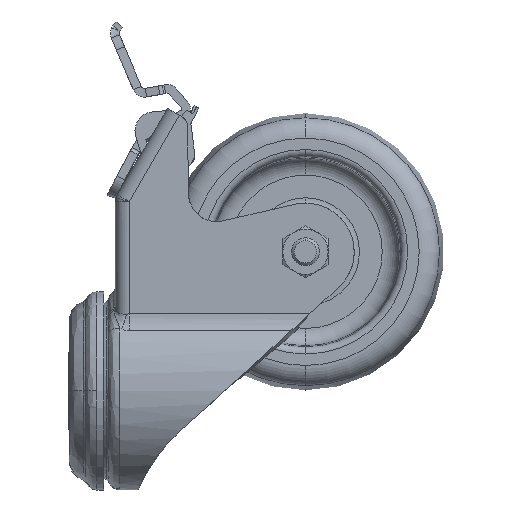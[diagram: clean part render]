
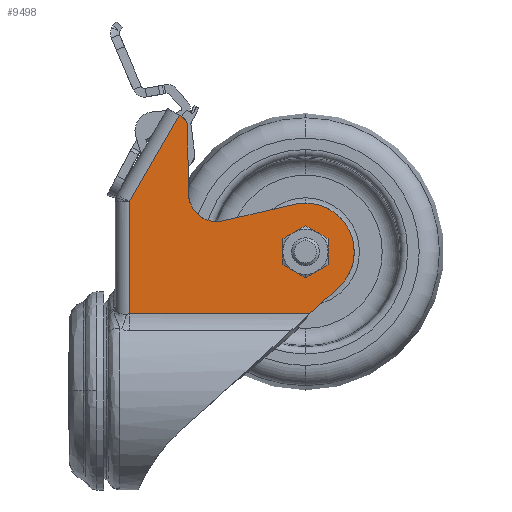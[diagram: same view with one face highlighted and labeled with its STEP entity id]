
A CAD part, left-side view. The second image highlights one B-rep face of the part: STEP entity #9498.
In plain terms, the highlighted planar face has unit normal (-1, 0, 0).
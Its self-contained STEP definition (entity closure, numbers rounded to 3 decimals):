
#9498 = ADVANCED_FACE ( 'NONE', ( #60768 ), #14494, .T. ) ;
#12716 = VERTEX_POINT ( 'NONE', #95224 ) ;
#12748 = VERTEX_POINT ( 'NONE', #95250 ) ;
#14411 = CARTESIAN_POINT ( 'NONE',  ( -21., -10.85, 84. ) ) ;
#14494 = PLANE ( 'NONE',  #17874 ) ;
#14532 = DIRECTION ( 'NONE',  ( -1., 0., 0. ) ) ;
#14535 = DIRECTION ( 'NONE',  ( 0., 0., 1. ) ) ;
#17874 = AXIS2_PLACEMENT_3D ( 'NONE', #14411, #14532, #14535 ) ;
#19666 = EDGE_CURVE ( 'NONE', #25107, #25112, #90787, .T. ) ;
#19702 = EDGE_CURVE ( 'NONE', #25107, #12716, #90806, .T. ) ;
#19720 = EDGE_CURVE ( 'NONE', #24806, #24842, #55006, .T. ) ;
#19722 = EDGE_CURVE ( 'NONE', #25112, #24806, #90818, .T. ) ;
#19723 = EDGE_CURVE ( 'NONE', #24808, #23688, #55007, .T. ) ;
#19725 = EDGE_CURVE ( 'NONE', #24842, #24808, #90823, .T. ) ;
#22685 = EDGE_CURVE ( 'NONE', #23688, #23812, #76251, .T. ) ;
#22689 = EDGE_CURVE ( 'NONE', #23812, #12748, #55216, .T. ) ;
#22797 = EDGE_CURVE ( 'NONE', #12748, #23712, #76398, .T. ) ;
#23375 = EDGE_CURVE ( 'NONE', #23712, #12716, #76988, .T. ) ;
#23688 = VERTEX_POINT ( 'NONE', #65701 ) ;
#23712 = VERTEX_POINT ( 'NONE', #65725 ) ;
#23812 = VERTEX_POINT ( 'NONE', #65826 ) ;
#24806 = VERTEX_POINT ( 'NONE', #50361 ) ;
#24808 = VERTEX_POINT ( 'NONE', #50363 ) ;
#24842 = VERTEX_POINT ( 'NONE', #50428 ) ;
#25107 = VERTEX_POINT ( 'NONE', #50777 ) ;
#25112 = VERTEX_POINT ( 'NONE', #50782 ) ;
#32214 = ORIENTED_EDGE ( 'NONE', *, *, #23375, .T. ) ;
#32215 = ORIENTED_EDGE ( 'NONE', *, *, #22797, .T. ) ;
#32216 = ORIENTED_EDGE ( 'NONE', *, *, #22689, .T. ) ;
#32217 = ORIENTED_EDGE ( 'NONE', *, *, #22685, .T. ) ;
#32218 = ORIENTED_EDGE ( 'NONE', *, *, #19723, .T. ) ;
#32219 = ORIENTED_EDGE ( 'NONE', *, *, #19725, .T. ) ;
#32220 = ORIENTED_EDGE ( 'NONE', *, *, #19720, .T. ) ;
#32221 = ORIENTED_EDGE ( 'NONE', *, *, #19722, .T. ) ;
#32222 = ORIENTED_EDGE ( 'NONE', *, *, #19666, .T. ) ;
#32223 = ORIENTED_EDGE ( 'NONE', *, *, #19702, .F. ) ;
#50361 = CARTESIAN_POINT ( 'NONE',  ( -21., -74.904, 29.629 ) ) ;
#50363 = CARTESIAN_POINT ( 'NONE',  ( -21., -41.689, 48.871 ) ) ;
#50428 = CARTESIAN_POINT ( 'NONE',  ( -21., -62.351, 53.641 ) ) ;
#50777 = CARTESIAN_POINT ( 'NONE',  ( -21., -14.85, 22.164 ) ) ;
#50782 = CARTESIAN_POINT ( 'NONE',  ( -21., -66.672, 22.164 ) ) ;
#55006 = B_SPLINE_CURVE_WITH_KNOTS ( 'NONE', 3,
 ( #75088, #75095, #75096, #75097, #75098, #75099, #75100, #75101, #75102, #75103, #75104, #75105, #75106, #75107, #75108, #75109, #75110 ),
 .UNSPECIFIED., .F., .F.,
 ( 4, 1, 1, 1, 1, 1, 1, 1, 1, 1, 1, 1, 1, 1, 4 ),
 ( 0., 0.003, 0.005, 0.008, 0.01, 0.013, 0.016, 0.018, 0.021, 0.024, 0.026, 0.029, 0.031, 0.034, 0.037 ),
 .UNSPECIFIED. ) ;
#55007 = B_SPLINE_CURVE_WITH_KNOTS ( 'NONE', 3,
 ( #75111, #75119, #75120, #75121, #75122, #75123, #75124, #75125, #75126, #75127, #75128, #75129 ),
 .UNSPECIFIED., .F., .F.,
 ( 4, 1, 1, 1, 1, 1, 1, 1, 1, 4 ),
 ( 0., 0.002, 0.003, 0.005, 0.006, 0.008, 0.009, 0.011, 0.013, 0.014 ),
 .UNSPECIFIED. ) ;
#55216 = B_SPLINE_CURVE_WITH_KNOTS ( 'NONE', 3,
 ( #56141, #56147, #56148, #56150, #56151, #56153, #56154 ),
 .UNSPECIFIED., .F., .F.,
 ( 4, 1, 1, 1, 4 ),
 ( 0., 0.001, 0.002, 0.002, 0.003 ),
 .UNSPECIFIED. ) ;
#56135 = CARTESIAN_POINT ( 'NONE',  ( -21., -31.891, 56.527 ) ) ;
#56136 = DIRECTION ( 'NONE',  ( 0., 0.017, 1. ) ) ;
#56141 = CARTESIAN_POINT ( 'NONE',  ( -21., -31.548, 76.203 ) ) ;
#56147 = CARTESIAN_POINT ( 'NONE',  ( -21., -31.543, 76.46 ) ) ;
#56148 = CARTESIAN_POINT ( 'NONE',  ( -21., -31.468, 76.974 ) ) ;
#56150 = CARTESIAN_POINT ( 'NONE',  ( -21., -31.162, 77.69 ) ) ;
#56151 = CARTESIAN_POINT ( 'NONE',  ( -21., -30.684, 78.305 ) ) ;
#56153 = CARTESIAN_POINT ( 'NONE',  ( -21., -30.271, 78.62 ) ) ;
#56154 = CARTESIAN_POINT ( 'NONE',  ( -21., -30.048, 78.749 ) ) ;
#56875 = CARTESIAN_POINT ( 'NONE',  ( -21., -29.615, 78.999 ) ) ;
#56876 = DIRECTION ( 'NONE',  ( 0., 0.866, 0.5 ) ) ;
#60768 = FACE_OUTER_BOUND ( 'NONE', #72646, .T. ) ;
#65701 = CARTESIAN_POINT ( 'NONE',  ( -21., -31.891, 56.527 ) ) ;
#65725 = CARTESIAN_POINT ( 'NONE',  ( -21., -29.182, 79.249 ) ) ;
#65826 = CARTESIAN_POINT ( 'NONE',  ( -21., -31.548, 76.203 ) ) ;
#70284 = CARTESIAN_POINT ( 'NONE',  ( -21., -29.182, 79.249 ) ) ;
#70285 = DIRECTION ( 'NONE',  ( 0., 0.5, -0.866 ) ) ;
#72646 = EDGE_LOOP ( 'NONE', ( #32223, #32222, #32221, #32220, #32219, #32218, #32217, #32216, #32215, #32214 ) ) ;
#74694 = CARTESIAN_POINT ( 'NONE',  ( -21., -40.761, 22.164 ) ) ;
#74695 = DIRECTION ( 'NONE',  ( 0., -1., 0. ) ) ;
#74959 = CARTESIAN_POINT ( 'NONE',  ( -21., -14.85, 55.497 ) ) ;
#75013 = DIRECTION ( 'NONE',  ( 0., 0., 1. ) ) ;
#75088 = CARTESIAN_POINT ( 'NONE',  ( -21., -74.904, 29.629 ) ) ;
#75095 = CARTESIAN_POINT ( 'NONE',  ( -21., -75.554, 30.218 ) ) ;
#75096 = CARTESIAN_POINT ( 'NONE',  ( -21., -76.743, 31.519 ) ) ;
#75097 = CARTESIAN_POINT ( 'NONE',  ( -21., -78.13, 33.77 ) ) ;
#75098 = CARTESIAN_POINT ( 'NONE',  ( -21., -79.071, 36.24 ) ) ;
#75099 = CARTESIAN_POINT ( 'NONE',  ( -21., -79.535, 38.843 ) ) ;
#75100 = CARTESIAN_POINT ( 'NONE',  ( -21., -79.504, 41.486 ) ) ;
#75101 = CARTESIAN_POINT ( 'NONE',  ( -21., -78.98, 44.077 ) ) ;
#75102 = CARTESIAN_POINT ( 'NONE',  ( -21., -77.98, 46.524 ) ) ;
#75103 = CARTESIAN_POINT ( 'NONE',  ( -21., -76.541, 48.742 ) ) ;
#75104 = CARTESIAN_POINT ( 'NONE',  ( -21., -74.713, 50.651 ) ) ;
#75105 = CARTESIAN_POINT ( 'NONE',  ( -21., -72.56, 52.185 ) ) ;
#75106 = CARTESIAN_POINT ( 'NONE',  ( -21., -70.158, 53.29 ) ) ;
#75107 = CARTESIAN_POINT ( 'NONE',  ( -21., -67.592, 53.926 ) ) ;
#75108 = CARTESIAN_POINT ( 'NONE',  ( -21., -64.952, 54.072 ) ) ;
#75109 = CARTESIAN_POINT ( 'NONE',  ( -21., -63.206, 53.839 ) ) ;
#75110 = CARTESIAN_POINT ( 'NONE',  ( -21., -62.351, 53.641 ) ) ;
#75111 = CARTESIAN_POINT ( 'NONE',  ( -21., -41.689, 48.871 ) ) ;
#75116 = CARTESIAN_POINT ( 'NONE',  ( -21., -66.672, 22.164 ) ) ;
#75117 = DIRECTION ( 'NONE',  ( 0., -0.741, 0.672 ) ) ;
#75119 = CARTESIAN_POINT ( 'NONE',  ( -21., -41.176, 48.753 ) ) ;
#75120 = CARTESIAN_POINT ( 'NONE',  ( -21., -40.124, 48.617 ) ) ;
#75121 = CARTESIAN_POINT ( 'NONE',  ( -21., -38.538, 48.728 ) ) ;
#75122 = CARTESIAN_POINT ( 'NONE',  ( -21., -37.004, 49.149 ) ) ;
#75123 = CARTESIAN_POINT ( 'NONE',  ( -21., -35.583, 49.862 ) ) ;
#75124 = CARTESIAN_POINT ( 'NONE',  ( -21., -34.33, 50.841 ) ) ;
#75125 = CARTESIAN_POINT ( 'NONE',  ( -21., -33.294, 52.047 ) ) ;
#75126 = CARTESIAN_POINT ( 'NONE',  ( -21., -32.515, 53.434 ) ) ;
#75127 = CARTESIAN_POINT ( 'NONE',  ( -21., -32.023, 54.946 ) ) ;
#75128 = CARTESIAN_POINT ( 'NONE',  ( -21., -31.9, 55.999 ) ) ;
#75129 = CARTESIAN_POINT ( 'NONE',  ( -21., -31.891, 56.527 ) ) ;
#75132 = CARTESIAN_POINT ( 'NONE',  ( -21., -62.351, 53.641 ) ) ;
#75133 = DIRECTION ( 'NONE',  ( 0., 0.974, -0.225 ) ) ;
#76251 = LINE ( 'NONE', #56135, #76252 ) ;
#76252 = VECTOR ( 'NONE', #56136, 1000. ) ;
#76398 = LINE ( 'NONE', #56875, #76399 ) ;
#76399 = VECTOR ( 'NONE', #56876, 1000. ) ;
#76988 = LINE ( 'NONE', #70284, #76989 ) ;
#76989 = VECTOR ( 'NONE', #70285, 1000. ) ;
#90781 = VECTOR ( 'NONE', #74695, 1000. ) ;
#90787 = LINE ( 'NONE', #74694, #90781 ) ;
#90806 = LINE ( 'NONE', #74959, #90809 ) ;
#90809 = VECTOR ( 'NONE', #75013, 1000. ) ;
#90818 = LINE ( 'NONE', #75116, #90820 ) ;
#90820 = VECTOR ( 'NONE', #75117, 1000. ) ;
#90823 = LINE ( 'NONE', #75132, #90824 ) ;
#90824 = VECTOR ( 'NONE', #75133, 1000. ) ;
#95224 = CARTESIAN_POINT ( 'NONE',  ( -21., -14.85, 54.425 ) ) ;
#95250 = CARTESIAN_POINT ( 'NONE',  ( -21., -30.048, 78.749 ) ) ;
